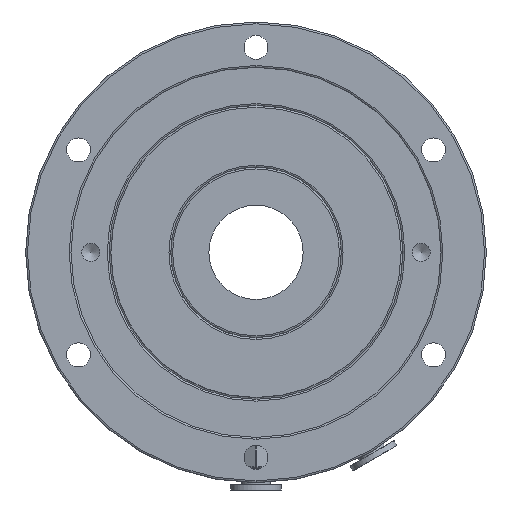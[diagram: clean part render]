
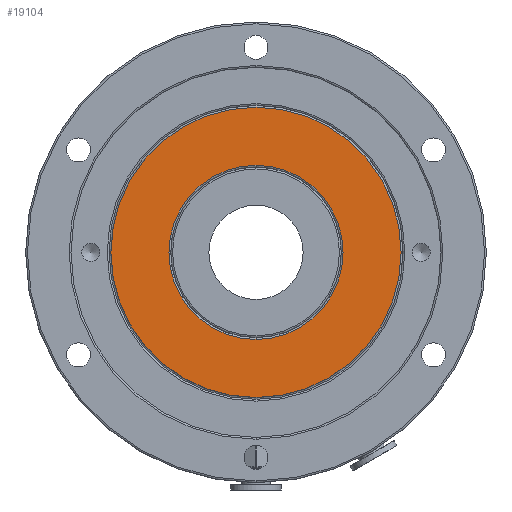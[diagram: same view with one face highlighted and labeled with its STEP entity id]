
A CAD part, left-side view. The second image highlights one B-rep face of the part: STEP entity #19104.
In plain terms, the highlighted planar face has unit normal (-1, 0, 0).
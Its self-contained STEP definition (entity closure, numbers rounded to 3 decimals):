
#854 = AXIS2_PLACEMENT_3D ( 'NONE', #21265, #1183, #17171 ) ;
#1183 = DIRECTION ( 'NONE',  ( 1., 0., 0. ) ) ;
#1525 = EDGE_LOOP ( 'NONE', ( #12948 ) ) ;
#2207 = EDGE_LOOP ( 'NONE', ( #21372, #13457 ) ) ;
#3126 = VERTEX_POINT ( 'NONE', #8493 ) ;
#3579 = DIRECTION ( 'NONE',  ( -1., 0., 0. ) ) ;
#3853 = FACE_BOUND ( 'NONE', #2207, .T. ) ;
#4724 = AXIS2_PLACEMENT_3D ( 'NONE', #11908, #8610, #14177 ) ;
#6712 = VERTEX_POINT ( 'NONE', #12835 ) ;
#7002 = DIRECTION ( 'NONE',  ( 0., 1., 0. ) ) ;
#7537 = FACE_OUTER_BOUND ( 'NONE', #1525, .T. ) ;
#8493 = CARTESIAN_POINT ( 'NONE',  ( -77.636, 42.534, 40. ) ) ;
#8610 = DIRECTION ( 'NONE',  ( 1., 0., 0. ) ) ;
#11298 = EDGE_CURVE ( 'NONE', #13292, #6712, #12717, .T. ) ;
#11790 = CIRCLE ( 'NONE', #18343, 40. ) ;
#11877 = CARTESIAN_POINT ( 'NONE',  ( -77.636, 42.534, 24. ) ) ;
#11908 = CARTESIAN_POINT ( 'NONE',  ( -77.636, 42.534, 0. ) ) ;
#12717 = CIRCLE ( 'NONE', #854, 24. ) ;
#12835 = CARTESIAN_POINT ( 'NONE',  ( -77.636, 42.534, -24. ) ) ;
#12948 = ORIENTED_EDGE ( 'NONE', *, *, #21734, .T. ) ;
#13292 = VERTEX_POINT ( 'NONE', #11877 ) ;
#13457 = ORIENTED_EDGE ( 'NONE', *, *, #11298, .T. ) ;
#14177 = DIRECTION ( 'NONE',  ( 0., 0., -1. ) ) ;
#15033 = AXIS2_PLACEMENT_3D ( 'NONE', #23293, #17979, #7002 ) ;
#15573 = PLANE ( 'NONE',  #15033 ) ;
#16434 = DIRECTION ( 'NONE',  ( 0., 0., 1. ) ) ;
#17171 = DIRECTION ( 'NONE',  ( 0., 0., -1. ) ) ;
#17979 = DIRECTION ( 'NONE',  ( 1., 0., 0. ) ) ;
#18343 = AXIS2_PLACEMENT_3D ( 'NONE', #20544, #3579, #16434 ) ;
#19104 = ADVANCED_FACE ( 'NONE', ( #3853, #7537 ), #15573, .F. ) ;
#19813 = EDGE_CURVE ( 'NONE', #6712, #13292, #20418, .T. ) ;
#20418 = CIRCLE ( 'NONE', #4724, 24. ) ;
#20544 = CARTESIAN_POINT ( 'NONE',  ( -77.636, 42.534, 0. ) ) ;
#21265 = CARTESIAN_POINT ( 'NONE',  ( -77.636, 42.534, 0. ) ) ;
#21372 = ORIENTED_EDGE ( 'NONE', *, *, #19813, .T. ) ;
#21734 = EDGE_CURVE ( 'NONE', #3126, #3126, #11790, .T. ) ;
#23293 = CARTESIAN_POINT ( 'NONE',  ( -77.636, 42.534, -9.5 ) ) ;
